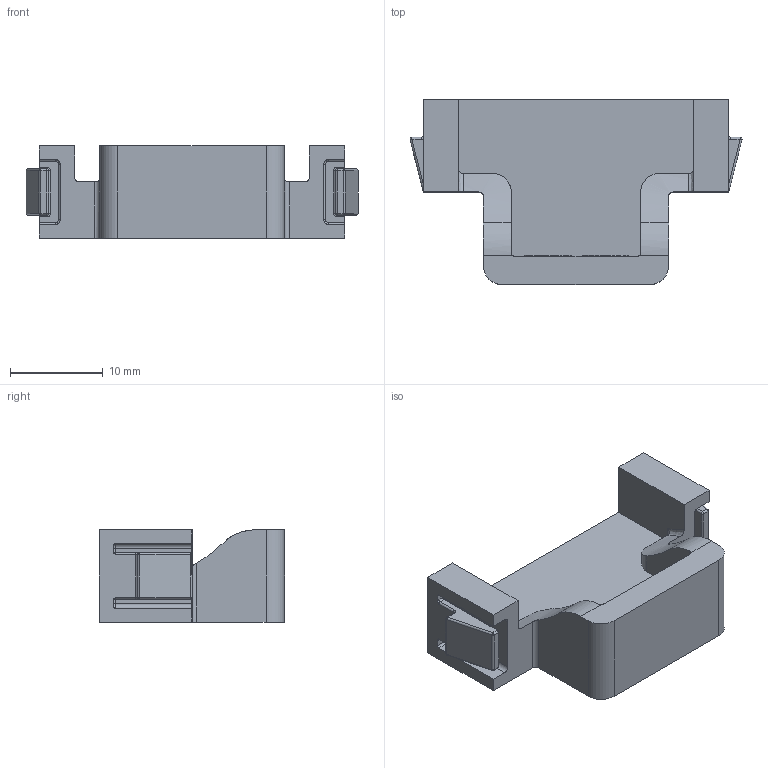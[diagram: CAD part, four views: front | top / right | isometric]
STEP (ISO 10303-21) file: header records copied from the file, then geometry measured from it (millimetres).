
FILE_DESCRIPTION (( 'STEP AP203' ), '1' );
FILE_NAME ('800401_c_1.STEP', '2023-03-16T03:55:37', ( '' ), ( '' ), 'SwSTEP 2.0', 'SolidWorks 2014', '' );
FILE_SCHEMA (( 'CONFIG_CONTROL_DESIGN' ));
Length unit declared in the file: millimetre
Products named in the file (1): 800401_c_1
Bounding box: 35.89 x 20 x 10 mm (x, y, z)
Volume: 3008.3 mm3; surface area: 2506.7 mm2
Topology: 6 solids, 6 shells, 255 faces, 665 edges, 414 vertices
Faces by surface type: plane 148, cylinder 65, bspline 42
Entity records: 8436 total; most frequent: CARTESIAN_POINT 2355, ORIENTED_EDGE 1310, DIRECTION 1161, EDGE_CURVE 655, VECTOR 473, LINE 473, VERTEX_POINT 414, AXIS2_PLACEMENT_3D 344
